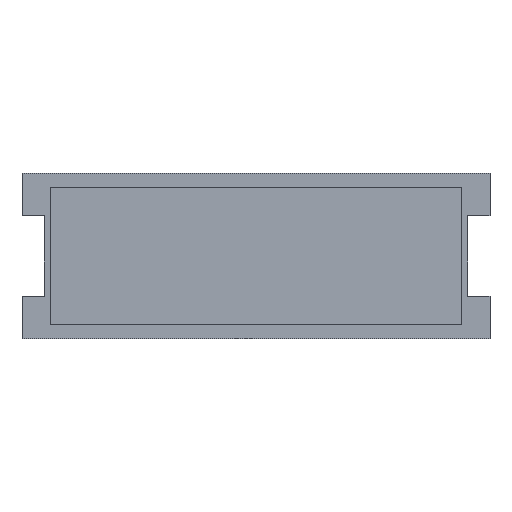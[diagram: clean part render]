
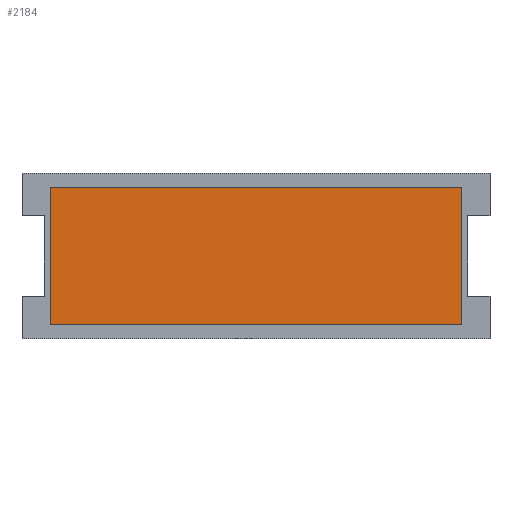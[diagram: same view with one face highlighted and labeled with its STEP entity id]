
A CAD part, top view. The second image highlights one B-rep face of the part: STEP entity #2184.
In plain terms, the highlighted planar face has unit normal (0, 0, 1).
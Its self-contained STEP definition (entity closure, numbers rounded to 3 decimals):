
#1077 = PLANE('',#1078);
#1078 = AXIS2_PLACEMENT_3D('',#1079,#1080,#1081);
#1079 = CARTESIAN_POINT('',(-6.467,2.16,2.));
#1080 = DIRECTION('',(0.,1.,0.));
#1081 = DIRECTION('',(1.,0.,0.));
#1105 = PLANE('',#1106);
#1106 = AXIS2_PLACEMENT_3D('',#1107,#1108,#1109);
#1107 = CARTESIAN_POINT('',(-6.467,-2.16,2.));
#1108 = DIRECTION('',(-1.,0.,0.));
#1109 = DIRECTION('',(0.,1.,0.));
#1133 = PLANE('',#1134);
#1134 = AXIS2_PLACEMENT_3D('',#1135,#1136,#1137);
#1135 = CARTESIAN_POINT('',(6.467,-2.16,2.));
#1136 = DIRECTION('',(0.,-1.,0.));
#1137 = DIRECTION('',(-1.,0.,0.));
#1159 = PLANE('',#1160);
#1160 = AXIS2_PLACEMENT_3D('',#1161,#1162,#1163);
#1161 = CARTESIAN_POINT('',(6.467,2.16,2.));
#1162 = DIRECTION('',(1.,0.,0.));
#1163 = DIRECTION('',(0.,-1.,0.));
#1948 = VERTEX_POINT('',#1949);
#1949 = CARTESIAN_POINT('',(-6.467,2.16,4.));
#1970 = EDGE_CURVE('',#1948,#1971,#1973,.T.);
#1971 = VERTEX_POINT('',#1972);
#1972 = CARTESIAN_POINT('',(6.467,2.16,4.));
#1973 = SURFACE_CURVE('',#1974,(#1978,#1985),.PCURVE_S1.);
#1974 = LINE('',#1975,#1976);
#1975 = CARTESIAN_POINT('',(-6.467,2.16,4.));
#1976 = VECTOR('',#1977,1.);
#1977 = DIRECTION('',(1.,0.,0.));
#1978 = PCURVE('',#1077,#1979);
#1979 = DEFINITIONAL_REPRESENTATION('',(#1980),#1984);
#1980 = LINE('',#1981,#1982);
#1981 = CARTESIAN_POINT('',(0.,-2.));
#1982 = VECTOR('',#1983,1.);
#1983 = DIRECTION('',(1.,0.));
#1984 = ( GEOMETRIC_REPRESENTATION_CONTEXT(2) 
PARAMETRIC_REPRESENTATION_CONTEXT() REPRESENTATION_CONTEXT('2D SPACE',''
  ) );
#1985 = PCURVE('',#1986,#1991);
#1986 = PLANE('',#1987);
#1987 = AXIS2_PLACEMENT_3D('',#1988,#1989,#1990);
#1988 = CARTESIAN_POINT('',(0.,0.,4.));
#1989 = DIRECTION('',(-0.,-0.,-1.));
#1990 = DIRECTION('',(-1.,0.,0.));
#1991 = DEFINITIONAL_REPRESENTATION('',(#1992),#1996);
#1992 = LINE('',#1993,#1994);
#1993 = CARTESIAN_POINT('',(6.467,2.16));
#1994 = VECTOR('',#1995,1.);
#1995 = DIRECTION('',(-1.,0.));
#1996 = ( GEOMETRIC_REPRESENTATION_CONTEXT(2) 
PARAMETRIC_REPRESENTATION_CONTEXT() REPRESENTATION_CONTEXT('2D SPACE',''
  ) );
#2024 = EDGE_CURVE('',#1971,#2025,#2027,.T.);
#2025 = VERTEX_POINT('',#2026);
#2026 = CARTESIAN_POINT('',(6.467,-2.16,4.));
#2027 = SURFACE_CURVE('',#2028,(#2032,#2039),.PCURVE_S1.);
#2028 = LINE('',#2029,#2030);
#2029 = CARTESIAN_POINT('',(6.467,2.16,4.));
#2030 = VECTOR('',#2031,1.);
#2031 = DIRECTION('',(0.,-1.,0.));
#2032 = PCURVE('',#1159,#2033);
#2033 = DEFINITIONAL_REPRESENTATION('',(#2034),#2038);
#2034 = LINE('',#2035,#2036);
#2035 = CARTESIAN_POINT('',(0.,-2.));
#2036 = VECTOR('',#2037,1.);
#2037 = DIRECTION('',(1.,0.));
#2038 = ( GEOMETRIC_REPRESENTATION_CONTEXT(2) 
PARAMETRIC_REPRESENTATION_CONTEXT() REPRESENTATION_CONTEXT('2D SPACE',''
  ) );
#2039 = PCURVE('',#1986,#2040);
#2040 = DEFINITIONAL_REPRESENTATION('',(#2041),#2045);
#2041 = LINE('',#2042,#2043);
#2042 = CARTESIAN_POINT('',(-6.467,2.16));
#2043 = VECTOR('',#2044,1.);
#2044 = DIRECTION('',(0.,-1.));
#2045 = ( GEOMETRIC_REPRESENTATION_CONTEXT(2) 
PARAMETRIC_REPRESENTATION_CONTEXT() REPRESENTATION_CONTEXT('2D SPACE',''
  ) );
#2073 = EDGE_CURVE('',#2025,#2074,#2076,.T.);
#2074 = VERTEX_POINT('',#2075);
#2075 = CARTESIAN_POINT('',(-6.467,-2.16,4.));
#2076 = SURFACE_CURVE('',#2077,(#2081,#2088),.PCURVE_S1.);
#2077 = LINE('',#2078,#2079);
#2078 = CARTESIAN_POINT('',(6.467,-2.16,4.));
#2079 = VECTOR('',#2080,1.);
#2080 = DIRECTION('',(-1.,0.,0.));
#2081 = PCURVE('',#1133,#2082);
#2082 = DEFINITIONAL_REPRESENTATION('',(#2083),#2087);
#2083 = LINE('',#2084,#2085);
#2084 = CARTESIAN_POINT('',(0.,-2.));
#2085 = VECTOR('',#2086,1.);
#2086 = DIRECTION('',(1.,0.));
#2087 = ( GEOMETRIC_REPRESENTATION_CONTEXT(2) 
PARAMETRIC_REPRESENTATION_CONTEXT() REPRESENTATION_CONTEXT('2D SPACE',''
  ) );
#2088 = PCURVE('',#1986,#2089);
#2089 = DEFINITIONAL_REPRESENTATION('',(#2090),#2094);
#2090 = LINE('',#2091,#2092);
#2091 = CARTESIAN_POINT('',(-6.467,-2.16));
#2092 = VECTOR('',#2093,1.);
#2093 = DIRECTION('',(1.,0.));
#2094 = ( GEOMETRIC_REPRESENTATION_CONTEXT(2) 
PARAMETRIC_REPRESENTATION_CONTEXT() REPRESENTATION_CONTEXT('2D SPACE',''
  ) );
#2122 = EDGE_CURVE('',#2074,#1948,#2123,.T.);
#2123 = SURFACE_CURVE('',#2124,(#2128,#2135),.PCURVE_S1.);
#2124 = LINE('',#2125,#2126);
#2125 = CARTESIAN_POINT('',(-6.467,-2.16,4.));
#2126 = VECTOR('',#2127,1.);
#2127 = DIRECTION('',(0.,1.,0.));
#2128 = PCURVE('',#1105,#2129);
#2129 = DEFINITIONAL_REPRESENTATION('',(#2130),#2134);
#2130 = LINE('',#2131,#2132);
#2131 = CARTESIAN_POINT('',(0.,-2.));
#2132 = VECTOR('',#2133,1.);
#2133 = DIRECTION('',(1.,0.));
#2134 = ( GEOMETRIC_REPRESENTATION_CONTEXT(2) 
PARAMETRIC_REPRESENTATION_CONTEXT() REPRESENTATION_CONTEXT('2D SPACE',''
  ) );
#2135 = PCURVE('',#1986,#2136);
#2136 = DEFINITIONAL_REPRESENTATION('',(#2137),#2141);
#2137 = LINE('',#2138,#2139);
#2138 = CARTESIAN_POINT('',(6.467,-2.16));
#2139 = VECTOR('',#2140,1.);
#2140 = DIRECTION('',(0.,1.));
#2141 = ( GEOMETRIC_REPRESENTATION_CONTEXT(2) 
PARAMETRIC_REPRESENTATION_CONTEXT() REPRESENTATION_CONTEXT('2D SPACE',''
  ) );
#2184 = ADVANCED_FACE('',(#2185),#1986,.F.);
#2185 = FACE_BOUND('',#2186,.F.);
#2186 = EDGE_LOOP('',(#2187,#2188,#2189,#2190));
#2187 = ORIENTED_EDGE('',*,*,#1970,.T.);
#2188 = ORIENTED_EDGE('',*,*,#2024,.T.);
#2189 = ORIENTED_EDGE('',*,*,#2073,.T.);
#2190 = ORIENTED_EDGE('',*,*,#2122,.T.);
